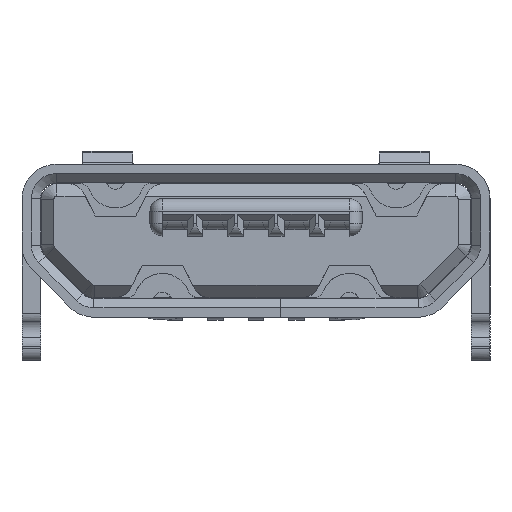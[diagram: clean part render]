
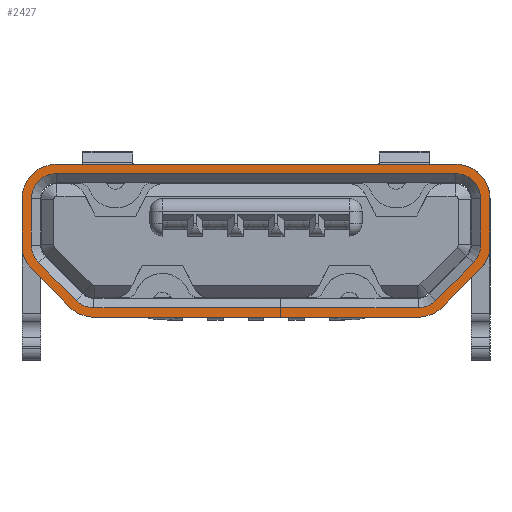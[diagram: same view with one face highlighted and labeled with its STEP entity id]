
A CAD part, left-side view. The second image highlights one B-rep face of the part: STEP entity #2427.
In plain terms, the highlighted planar face has unit normal (-1, 0, 0).
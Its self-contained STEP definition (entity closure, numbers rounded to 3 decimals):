
#892 = VERTEX_POINT('',#893);
#893 = CARTESIAN_POINT('',(-5.87,3.2,2.46));
#899 = EDGE_CURVE('',#892,#900,#902,.T.);
#900 = VERTEX_POINT('',#901);
#901 = CARTESIAN_POINT('',(-5.87,-3.2,2.46));
#902 = LINE('',#903,#904);
#903 = CARTESIAN_POINT('',(-5.87,1.8,2.46));
#904 = VECTOR('',#905,1.);
#905 = DIRECTION('',(0.,-1.,0.));
#2385 = VERTEX_POINT('',#2386);
#2386 = CARTESIAN_POINT('',(-5.87,-3.75,1.91));
#2416 = EDGE_CURVE('',#900,#2385,#2417,.T.);
#2417 = CIRCLE('',#2418,0.55);
#2418 = AXIS2_PLACEMENT_3D('',#2419,#2420,#2421);
#2419 = CARTESIAN_POINT('',(-5.87,-3.2,1.91));
#2420 = DIRECTION('',(1.,-0.,0.));
#2421 = DIRECTION('',(0.,0.,-1.));
#2427 = ADVANCED_FACE('',(#2428),#2649,.F.);
#2428 = FACE_BOUND('',#2429,.T.);
#2429 = EDGE_LOOP('',(#2430,#2440,#2449,#2457,#2466,#2474,#2483,#2491,
    #2500,#2508,#2517,#2525,#2533,#2541,#2550,#2558,#2567,#2573,#2574,
    #2575,#2584,#2592,#2601,#2609,#2618,#2626,#2634,#2642));
#2430 = ORIENTED_EDGE('',*,*,#2431,.F.);
#2431 = EDGE_CURVE('',#2432,#2434,#2436,.T.);
#2432 = VERTEX_POINT('',#2433);
#2433 = CARTESIAN_POINT('',(-5.87,3.483,0.881)
  );
#2434 = VERTEX_POINT('',#2435);
#2435 = CARTESIAN_POINT('',(-5.87,2.879,0.277
    ));
#2436 = LINE('',#2437,#2438);
#2437 = CARTESIAN_POINT('',(-5.87,3.483,0.881));
#2438 = VECTOR('',#2439,1.);
#2439 = DIRECTION('',(0.,-0.707,-0.707));
#2440 = ORIENTED_EDGE('',*,*,#2441,.F.);
#2441 = EDGE_CURVE('',#2442,#2432,#2444,.T.);
#2442 = VERTEX_POINT('',#2443);
#2443 = CARTESIAN_POINT('',(-5.87,3.6,
    1.164));
#2444 = CIRCLE('',#2445,0.4);
#2445 = AXIS2_PLACEMENT_3D('',#2446,#2447,#2448);
#2446 = CARTESIAN_POINT('',(-5.87,3.2,1.164));
#2447 = DIRECTION('',(-1.,0.,0.));
#2448 = DIRECTION('',(0.,-1.,0.));
#2449 = ORIENTED_EDGE('',*,*,#2450,.F.);
#2450 = EDGE_CURVE('',#2451,#2442,#2453,.T.);
#2451 = VERTEX_POINT('',#2452);
#2452 = CARTESIAN_POINT('',(-5.87,3.6,1.91));
#2453 = LINE('',#2454,#2455);
#2454 = CARTESIAN_POINT('',(-5.87,3.6,1.297));
#2455 = VECTOR('',#2456,1.);
#2456 = DIRECTION('',(0.,0.,-1.));
#2457 = ORIENTED_EDGE('',*,*,#2458,.F.);
#2458 = EDGE_CURVE('',#2459,#2451,#2461,.T.);
#2459 = VERTEX_POINT('',#2460);
#2460 = CARTESIAN_POINT('',(-5.87,3.2,2.31));
#2461 = CIRCLE('',#2462,0.4);
#2462 = AXIS2_PLACEMENT_3D('',#2463,#2464,#2465);
#2463 = CARTESIAN_POINT('',(-5.87,3.2,1.91));
#2464 = DIRECTION('',(-1.,0.,0.));
#2465 = DIRECTION('',(0.,-1.,0.));
#2466 = ORIENTED_EDGE('',*,*,#2467,.F.);
#2467 = EDGE_CURVE('',#2468,#2459,#2470,.T.);
#2468 = VERTEX_POINT('',#2469);
#2469 = CARTESIAN_POINT('',(-5.87,-3.2,2.31));
#2470 = LINE('',#2471,#2472);
#2471 = CARTESIAN_POINT('',(-5.87,0.,2.31));
#2472 = VECTOR('',#2473,1.);
#2473 = DIRECTION('',(0.,1.,0.));
#2474 = ORIENTED_EDGE('',*,*,#2475,.F.);
#2475 = EDGE_CURVE('',#2476,#2468,#2478,.T.);
#2476 = VERTEX_POINT('',#2477);
#2477 = CARTESIAN_POINT('',(-5.87,-3.6,1.91));
#2478 = CIRCLE('',#2479,0.4);
#2479 = AXIS2_PLACEMENT_3D('',#2480,#2481,#2482);
#2480 = CARTESIAN_POINT('',(-5.87,-3.2,1.91));
#2481 = DIRECTION('',(-1.,0.,0.));
#2482 = DIRECTION('',(0.,0.,1.));
#2483 = ORIENTED_EDGE('',*,*,#2484,.F.);
#2484 = EDGE_CURVE('',#2485,#2476,#2487,.T.);
#2485 = VERTEX_POINT('',#2486);
#2486 = CARTESIAN_POINT('',(-5.87,-3.6,
    1.164));
#2487 = LINE('',#2488,#2489);
#2488 = CARTESIAN_POINT('',(-5.87,-3.6,1.297));
#2489 = VECTOR('',#2490,1.);
#2490 = DIRECTION('',(0.,0.,1.));
#2491 = ORIENTED_EDGE('',*,*,#2492,.F.);
#2492 = EDGE_CURVE('',#2493,#2485,#2495,.T.);
#2493 = VERTEX_POINT('',#2494);
#2494 = CARTESIAN_POINT('',(-5.87,-3.483,
    0.881));
#2495 = CIRCLE('',#2496,0.4);
#2496 = AXIS2_PLACEMENT_3D('',#2497,#2498,#2499);
#2497 = CARTESIAN_POINT('',(-5.87,-3.2,1.164));
#2498 = DIRECTION('',(-1.,0.,0.));
#2499 = DIRECTION('',(0.,-1.,0.));
#2500 = ORIENTED_EDGE('',*,*,#2501,.F.);
#2501 = EDGE_CURVE('',#2502,#2493,#2504,.T.);
#2502 = VERTEX_POINT('',#2503);
#2503 = CARTESIAN_POINT('',(-5.87,-2.879,
    0.277));
#2504 = LINE('',#2505,#2506);
#2505 = CARTESIAN_POINT('',(-5.87,-2.879,0.277));
#2506 = VECTOR('',#2507,1.);
#2507 = DIRECTION('',(0.,-0.707,0.707));
#2508 = ORIENTED_EDGE('',*,*,#2509,.F.);
#2509 = EDGE_CURVE('',#2510,#2502,#2512,.T.);
#2510 = VERTEX_POINT('',#2511);
#2511 = CARTESIAN_POINT('',(-5.87,-2.596,
    0.16));
#2512 = CIRCLE('',#2513,0.4);
#2513 = AXIS2_PLACEMENT_3D('',#2514,#2515,#2516);
#2514 = CARTESIAN_POINT('',(-5.87,-2.596,0.56));
#2515 = DIRECTION('',(-1.,0.,0.));
#2516 = DIRECTION('',(0.,0.,1.));
#2517 = ORIENTED_EDGE('',*,*,#2518,.F.);
#2518 = EDGE_CURVE('',#2519,#2510,#2521,.T.);
#2519 = VERTEX_POINT('',#2520);
#2520 = CARTESIAN_POINT('',(-5.87,-0.4,0.16));
#2521 = LINE('',#2522,#2523);
#2522 = CARTESIAN_POINT('',(-5.87,0.,0.16));
#2523 = VECTOR('',#2524,1.);
#2524 = DIRECTION('',(-0.,-1.,-0.));
#2525 = ORIENTED_EDGE('',*,*,#2526,.T.);
#2526 = EDGE_CURVE('',#2519,#2527,#2529,.T.);
#2527 = VERTEX_POINT('',#2528);
#2528 = CARTESIAN_POINT('',(-5.87,-0.4,0.01));
#2529 = LINE('',#2530,#2531);
#2530 = CARTESIAN_POINT('',(-5.87,-0.4,-6.655));
#2531 = VECTOR('',#2532,1.);
#2532 = DIRECTION('',(0.,0.,-1.));
#2533 = ORIENTED_EDGE('',*,*,#2534,.F.);
#2534 = EDGE_CURVE('',#2535,#2527,#2537,.T.);
#2535 = VERTEX_POINT('',#2536);
#2536 = CARTESIAN_POINT('',(-5.87,-2.596,0.01));
#2537 = LINE('',#2538,#2539);
#2538 = CARTESIAN_POINT('',(-5.87,0.,0.01)
  );
#2539 = VECTOR('',#2540,1.);
#2540 = DIRECTION('',(0.,1.,0.));
#2541 = ORIENTED_EDGE('',*,*,#2542,.F.);
#2542 = EDGE_CURVE('',#2543,#2535,#2545,.T.);
#2543 = VERTEX_POINT('',#2544);
#2544 = CARTESIAN_POINT('',(-5.87,-2.985,0.171));
#2545 = B_SPLINE_CURVE_WITH_KNOTS('',3,(#2546,#2547,#2548,#2549),
  .UNSPECIFIED.,.F.,.F.,(4,4),(0.,1.),.PIECEWISE_BEZIER_KNOTS.);
#2546 = CARTESIAN_POINT('',(-5.87,-2.985,0.171));
#2547 = CARTESIAN_POINT('',(-5.87,-2.884,0.069));
#2548 = CARTESIAN_POINT('',(-5.87,-2.74,0.01));
#2549 = CARTESIAN_POINT('',(-5.87,-2.596,0.01));
#2550 = ORIENTED_EDGE('',*,*,#2551,.F.);
#2551 = EDGE_CURVE('',#2552,#2543,#2554,.T.);
#2552 = VERTEX_POINT('',#2553);
#2553 = CARTESIAN_POINT('',(-5.87,-3.589,0.775));
#2554 = LINE('',#2555,#2556);
#2555 = CARTESIAN_POINT('',(-5.87,-2.985,0.171));
#2556 = VECTOR('',#2557,1.);
#2557 = DIRECTION('',(0.,0.707,-0.707));
#2558 = ORIENTED_EDGE('',*,*,#2559,.F.);
#2559 = EDGE_CURVE('',#2560,#2552,#2562,.T.);
#2560 = VERTEX_POINT('',#2561);
#2561 = CARTESIAN_POINT('',(-5.87,-3.75,1.164));
#2562 = B_SPLINE_CURVE_WITH_KNOTS('',3,(#2563,#2564,#2565,#2566),
  .UNSPECIFIED.,.F.,.F.,(4,4),(0.,1.),.PIECEWISE_BEZIER_KNOTS.);
#2563 = CARTESIAN_POINT('',(-5.87,-3.75,1.164));
#2564 = CARTESIAN_POINT('',(-5.87,-3.75,1.02));
#2565 = CARTESIAN_POINT('',(-5.87,-3.691,0.876));
#2566 = CARTESIAN_POINT('',(-5.87,-3.589,0.775));
#2567 = ORIENTED_EDGE('',*,*,#2568,.F.);
#2568 = EDGE_CURVE('',#2385,#2560,#2569,.T.);
#2569 = LINE('',#2570,#2571);
#2570 = CARTESIAN_POINT('',(-5.87,-3.75,1.297));
#2571 = VECTOR('',#2572,1.);
#2572 = DIRECTION('',(0.,0.,-1.));
#2573 = ORIENTED_EDGE('',*,*,#2416,.F.);
#2574 = ORIENTED_EDGE('',*,*,#899,.F.);
#2575 = ORIENTED_EDGE('',*,*,#2576,.F.);
#2576 = EDGE_CURVE('',#2577,#892,#2579,.T.);
#2577 = VERTEX_POINT('',#2578);
#2578 = CARTESIAN_POINT('',(-5.87,3.75,1.91));
#2579 = CIRCLE('',#2580,0.55);
#2580 = AXIS2_PLACEMENT_3D('',#2581,#2582,#2583);
#2581 = CARTESIAN_POINT('',(-5.87,3.2,1.91));
#2582 = DIRECTION('',(1.,-0.,0.));
#2583 = DIRECTION('',(0.,0.,-1.));
#2584 = ORIENTED_EDGE('',*,*,#2585,.T.);
#2585 = EDGE_CURVE('',#2577,#2586,#2588,.T.);
#2586 = VERTEX_POINT('',#2587);
#2587 = CARTESIAN_POINT('',(-5.87,3.75,1.164));
#2588 = LINE('',#2589,#2590);
#2589 = CARTESIAN_POINT('',(-5.87,3.75,0.329));
#2590 = VECTOR('',#2591,1.);
#2591 = DIRECTION('',(0.,0.,-1.));
#2592 = ORIENTED_EDGE('',*,*,#2593,.F.);
#2593 = EDGE_CURVE('',#2594,#2586,#2596,.T.);
#2594 = VERTEX_POINT('',#2595);
#2595 = CARTESIAN_POINT('',(-5.87,3.589,0.775));
#2596 = B_SPLINE_CURVE_WITH_KNOTS('',3,(#2597,#2598,#2599,#2600),
  .UNSPECIFIED.,.F.,.F.,(4,4),(0.,1.),.PIECEWISE_BEZIER_KNOTS.);
#2597 = CARTESIAN_POINT('',(-5.87,3.589,0.775));
#2598 = CARTESIAN_POINT('',(-5.87,3.691,0.876));
#2599 = CARTESIAN_POINT('',(-5.87,3.75,1.02));
#2600 = CARTESIAN_POINT('',(-5.87,3.75,1.164));
#2601 = ORIENTED_EDGE('',*,*,#2602,.F.);
#2602 = EDGE_CURVE('',#2603,#2594,#2605,.T.);
#2603 = VERTEX_POINT('',#2604);
#2604 = CARTESIAN_POINT('',(-5.87,2.985,0.171));
#2605 = LINE('',#2606,#2607);
#2606 = CARTESIAN_POINT('',(-5.87,3.589,0.775));
#2607 = VECTOR('',#2608,1.);
#2608 = DIRECTION('',(0.,0.707,0.707));
#2609 = ORIENTED_EDGE('',*,*,#2610,.F.);
#2610 = EDGE_CURVE('',#2611,#2603,#2613,.T.);
#2611 = VERTEX_POINT('',#2612);
#2612 = CARTESIAN_POINT('',(-5.87,2.596,0.01));
#2613 = B_SPLINE_CURVE_WITH_KNOTS('',3,(#2614,#2615,#2616,#2617),
  .UNSPECIFIED.,.F.,.F.,(4,4),(0.,1.),.PIECEWISE_BEZIER_KNOTS.);
#2614 = CARTESIAN_POINT('',(-5.87,2.596,0.01));
#2615 = CARTESIAN_POINT('',(-5.87,2.74,0.01));
#2616 = CARTESIAN_POINT('',(-5.87,2.884,0.069));
#2617 = CARTESIAN_POINT('',(-5.87,2.985,0.171));
#2618 = ORIENTED_EDGE('',*,*,#2619,.F.);
#2619 = EDGE_CURVE('',#2620,#2611,#2622,.T.);
#2620 = VERTEX_POINT('',#2621);
#2621 = CARTESIAN_POINT('',(-5.87,-0.39,0.01));
#2622 = LINE('',#2623,#2624);
#2623 = CARTESIAN_POINT('',(-5.87,0.,0.01)
  );
#2624 = VECTOR('',#2625,1.);
#2625 = DIRECTION('',(0.,1.,0.));
#2626 = ORIENTED_EDGE('',*,*,#2627,.T.);
#2627 = EDGE_CURVE('',#2620,#2628,#2630,.T.);
#2628 = VERTEX_POINT('',#2629);
#2629 = CARTESIAN_POINT('',(-5.87,-0.39,0.16));
#2630 = LINE('',#2631,#2632);
#2631 = CARTESIAN_POINT('',(-5.87,-0.39,-6.655));
#2632 = VECTOR('',#2633,1.);
#2633 = DIRECTION('',(0.,0.,1.));
#2634 = ORIENTED_EDGE('',*,*,#2635,.F.);
#2635 = EDGE_CURVE('',#2636,#2628,#2638,.T.);
#2636 = VERTEX_POINT('',#2637);
#2637 = CARTESIAN_POINT('',(-5.87,2.596,
    0.16));
#2638 = LINE('',#2639,#2640);
#2639 = CARTESIAN_POINT('',(-5.87,0.,0.16));
#2640 = VECTOR('',#2641,1.);
#2641 = DIRECTION('',(-0.,-1.,-0.));
#2642 = ORIENTED_EDGE('',*,*,#2643,.F.);
#2643 = EDGE_CURVE('',#2434,#2636,#2644,.T.);
#2644 = CIRCLE('',#2645,0.4);
#2645 = AXIS2_PLACEMENT_3D('',#2646,#2647,#2648);
#2646 = CARTESIAN_POINT('',(-5.87,2.596,0.56));
#2647 = DIRECTION('',(-1.,0.,0.));
#2648 = DIRECTION('',(0.,-1.,0.));
#2649 = PLANE('',#2650);
#2650 = AXIS2_PLACEMENT_3D('',#2651,#2652,#2653);
#2651 = CARTESIAN_POINT('',(-5.87,0.,1.297));
#2652 = DIRECTION('',(1.,0.,0.));
#2653 = DIRECTION('',(0.,0.,-1.));
